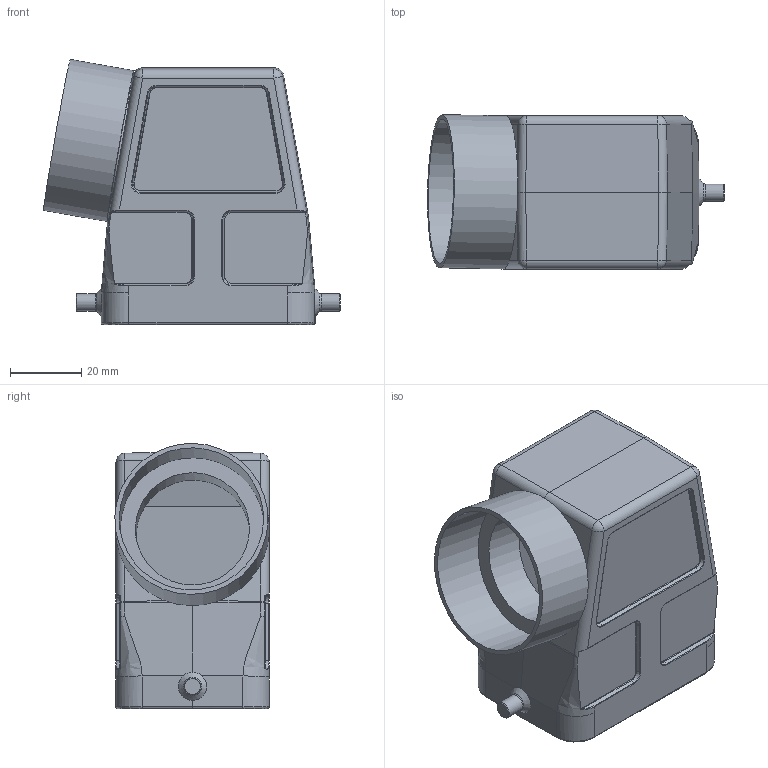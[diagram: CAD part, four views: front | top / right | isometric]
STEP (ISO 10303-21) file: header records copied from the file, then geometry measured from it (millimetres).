
FILE_DESCRIPTION((''),'2;1');
FILE_NAME('05300060564.stp','2020-07-07T14:59:32',('e.eickhoff'),(''),'Autodesk Inventor 2012','Autodesk Inventor 2012','');
FILE_SCHEMA(('AUTOMOTIVE_DESIGN { 1 0 10303 214 1 1 1 1 }'));
Length unit declared in the file: millimetre
Products named in the file (3): 05300060564; M40 (35)Aufsatz
Assembly tree (2 placements, depth 2):
  05300060564
    05300060564
    M40 (35)Aufsatz
Bounding box: 83.31 x 43.3 x 74.38 mm (x, y, z)
Volume: 53851 mm3; surface area: 35319.3 mm2
Topology: 2 solids, 2 shells, 456 faces, 1285 edges, 994 vertices
Faces by surface type: plane 166, cylinder 125, bspline 79, torus 46, cone 36, sphere 4
Full cylindrical faces by diameter (mm): 3 x4, 4.8 x2, 32 x1, 35 x2, 40.5 x1, 43 x1
Entity records: 17392 total; most frequent: CARTESIAN_POINT 6037, DIRECTION 2208, ORIENTED_EDGE 2112, EDGE_CURVE 1056, AXIS2_PLACEMENT_3D 797, VERTEX_POINT 652, VECTOR 614, LINE 614
